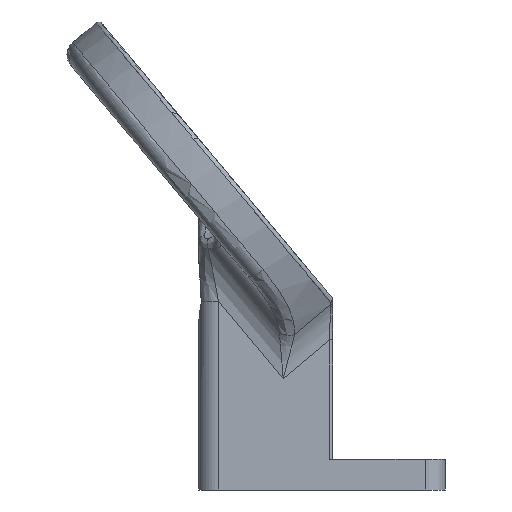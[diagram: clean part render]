
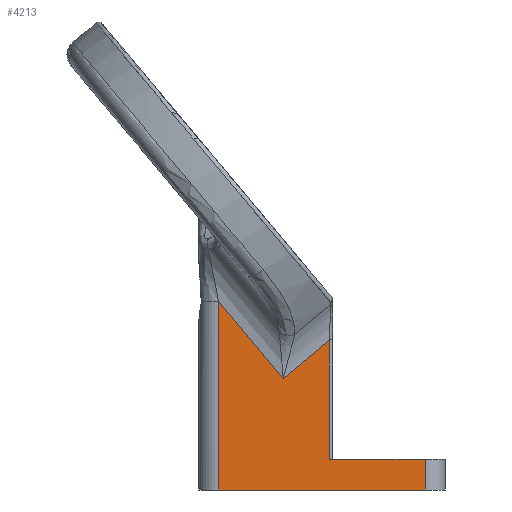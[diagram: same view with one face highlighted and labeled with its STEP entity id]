
A CAD part, front view. The second image highlights one B-rep face of the part: STEP entity #4213.
In plain terms, the highlighted planar face has unit normal (0, -1, 0).
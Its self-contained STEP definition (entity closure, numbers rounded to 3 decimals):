
#2053=CARTESIAN_POINT('',(-29.3,-19.3,18.868));
#2054=VERTEX_POINT('',#2053);
#2065=CARTESIAN_POINT('',(-22.794,-19.3,11.114));
#2066=VERTEX_POINT('',#2065);
#2067=CARTESIAN_POINT('',(-22.794,-19.3,11.114));
#2068=CARTESIAN_POINT('',(-29.3,-19.3,18.868));
#2069=B_SPLINE_CURVE_WITH_KNOTS('',1,(#2067,#2068),.UNSPECIFIED.,.F.,.F.,(2,2),(0.,10.121),.UNSPECIFIED.);
#2070=EDGE_CURVE('',#2066,#2054,#2069,.T.);
#4153=CARTESIAN_POINT('',(-21.,-19.3,39.5));
#4154=DIRECTION('',(0.,1.,0.));
#4155=DIRECTION('',(-1.,0.,0.));
#4156=AXIS2_PLACEMENT_3D('',#4153,#4154,#4155);
#4157=PLANE('',#4156);
#4158=CARTESIAN_POINT('',(-17.814,-19.3,3.));
#4159=VERTEX_POINT('',#4158);
#4160=CARTESIAN_POINT('',(-18.154,-19.3,3.));
#4161=VERTEX_POINT('',#4160);
#4162=CARTESIAN_POINT('',(-17.814,-19.3,3.));
#4163=DIRECTION('',(-1.,0.,0.));
#4164=VECTOR('',#4163,0.34);
#4165=LINE('',#4162,#4164);
#4166=EDGE_CURVE('',#4159,#4161,#4165,.T.);
#4167=ORIENTED_EDGE('',*,*,#4166,.T.);
#4168=CARTESIAN_POINT('',(-18.154,-19.3,15.008));
#4169=VERTEX_POINT('',#4168);
#4170=CARTESIAN_POINT('',(-18.154,-19.3,3.));
#4171=DIRECTION('',(0.,0.,1.));
#4172=VECTOR('',#4171,12.008);
#4173=LINE('',#4170,#4172);
#4174=EDGE_CURVE('',#4161,#4169,#4173,.T.);
#4175=ORIENTED_EDGE('',*,*,#4174,.T.);
#4176=CARTESIAN_POINT('',(-18.154,-19.3,15.008));
#4177=CARTESIAN_POINT('',(-22.794,-19.3,11.114));
#4178=B_SPLINE_CURVE_WITH_KNOTS('',1,(#4176,#4177),.UNSPECIFIED.,.F.,.F.,(2,2),(-0.079,5.979),.UNSPECIFIED.);
#4179=EDGE_CURVE('',#4169,#2066,#4178,.T.);
#4180=ORIENTED_EDGE('',*,*,#4179,.T.);
#4181=ORIENTED_EDGE('',*,*,#2070,.T.);
#4182=CARTESIAN_POINT('',(-29.3,-19.3,-0.1));
#4183=VERTEX_POINT('',#4182);
#4184=CARTESIAN_POINT('',(-29.3,-19.3,18.868));
#4185=CARTESIAN_POINT('',(-29.3,-19.3,-0.1));
#4186=B_SPLINE_CURVE_WITH_KNOTS('',1,(#4184,#4185),.UNSPECIFIED.,.F.,.F.,(2,2),(0.,18.968),.UNSPECIFIED.);
#4187=EDGE_CURVE('',#2054,#4183,#4186,.T.);
#4188=ORIENTED_EDGE('',*,*,#4187,.T.);
#4189=CARTESIAN_POINT('',(-8.5,-19.3,-0.1));
#4190=VERTEX_POINT('',#4189);
#4191=CARTESIAN_POINT('',(-29.3,-19.3,-0.1));
#4192=DIRECTION('',(1.,-0.,-0.));
#4193=VECTOR('',#4192,20.8);
#4194=LINE('',#4191,#4193);
#4195=EDGE_CURVE('',#4183,#4190,#4194,.T.);
#4196=ORIENTED_EDGE('',*,*,#4195,.T.);
#4197=CARTESIAN_POINT('',(-8.5,-19.3,3.));
#4198=VERTEX_POINT('',#4197);
#4199=CARTESIAN_POINT('',(-8.5,-19.3,-0.1));
#4200=DIRECTION('',(0.,-0.,1.));
#4201=VECTOR('',#4200,3.1);
#4202=LINE('',#4199,#4201);
#4203=EDGE_CURVE('',#4190,#4198,#4202,.T.);
#4204=ORIENTED_EDGE('',*,*,#4203,.T.);
#4205=CARTESIAN_POINT('',(-8.5,-19.3,3.));
#4206=DIRECTION('',(-1.,0.,0.));
#4207=VECTOR('',#4206,9.314);
#4208=LINE('',#4205,#4207);
#4209=EDGE_CURVE('',#4198,#4159,#4208,.T.);
#4210=ORIENTED_EDGE('',*,*,#4209,.T.);
#4211=EDGE_LOOP('',(#4167,#4175,#4180,#4181,#4188,#4196,#4204,#4210));
#4212=FACE_BOUND('',#4211,.T.);
#4213=ADVANCED_FACE('',(#4212),#4157,.F.);
